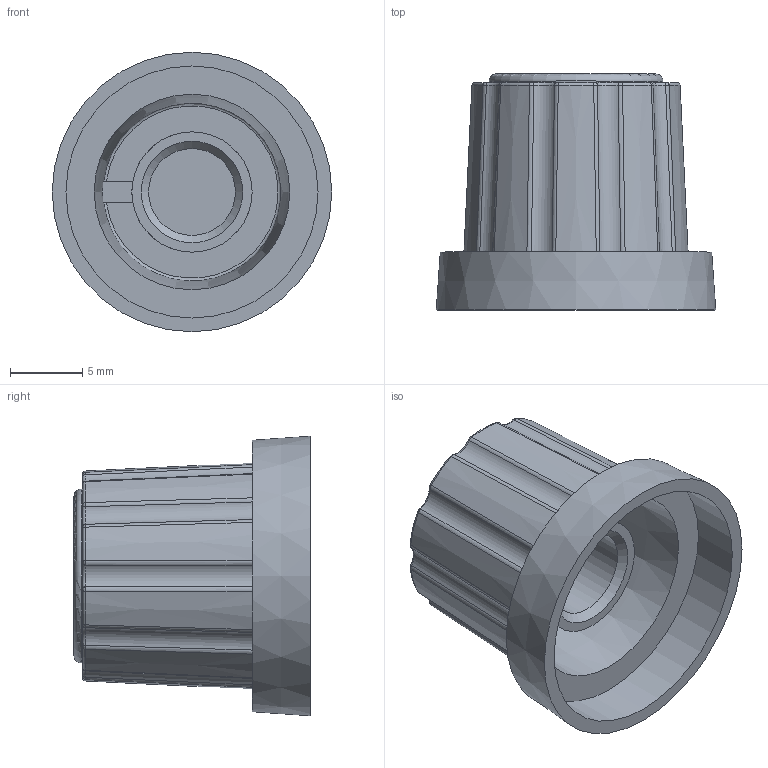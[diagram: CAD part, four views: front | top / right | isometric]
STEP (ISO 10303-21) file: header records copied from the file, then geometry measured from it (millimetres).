
FILE_DESCRIPTION(/* description */ (''),/* implementation_level */ '2;1');
FILE_NAME(/* name */ 'CP3505 6mm SPL C18 ML yellow cap.stp',/* time_stamp */ '2025-04-14T11:16:35+01:00',/* author */ ('tottley'),/* organization */ (''),/* preprocessor_version */ 'ST-DEVELOPER v20',/* originating_system */ 'Autodesk Inventor 2025',/* authorisation */ '');
FILE_SCHEMA (('AUTOMOTIVE_DESIGN { 1 0 10303 214 3 1 1 }'));
Length unit declared in the file: millimetre
Products named in the file (1): CP3480 6mm Spline C18 Knob ML
Bounding box: 19.3 x 16.3 x 19.3 mm (x, y, z)
Volume: 1176.7 mm3; surface area: 2434.5 mm2
Topology: 1 solids, 1 shells, 104 faces, 251 edges, 154 vertices
Faces by surface type: bspline 50, plane 15, cylinder 14, cone 13, torus 12
Full cylindrical faces by diameter (mm): 6 x1, 8.3 x1, 12 x1, 17.4 x1
Entity records: 4099 total; most frequent: CARTESIAN_POINT 1568, DIRECTION 505, ORIENTED_EDGE 502, EDGE_CURVE 251, AXIS2_PLACEMENT_3D 241, VERTEX_POINT 154, EDGE_LOOP 109, STYLED_ITEM 105
